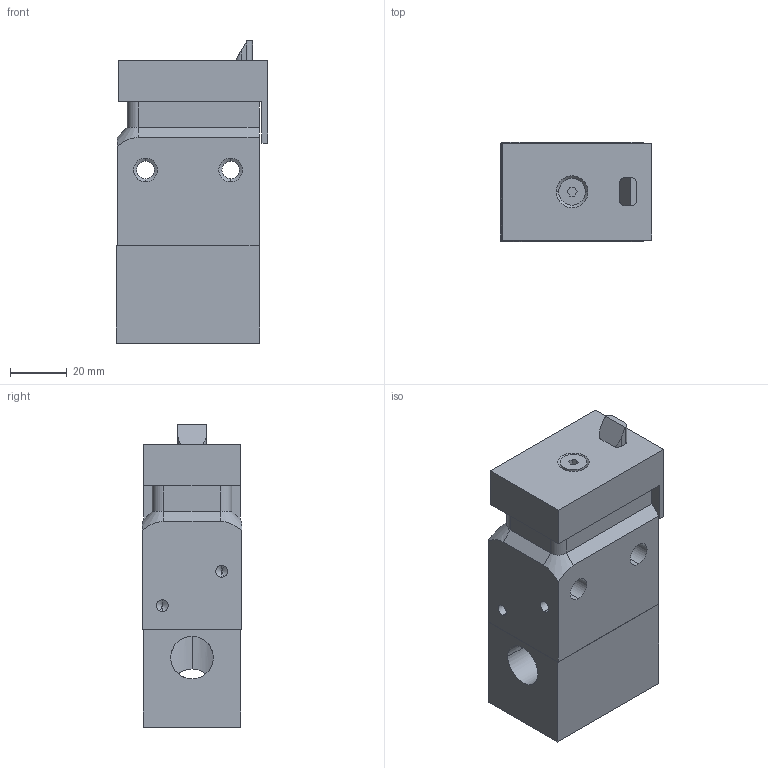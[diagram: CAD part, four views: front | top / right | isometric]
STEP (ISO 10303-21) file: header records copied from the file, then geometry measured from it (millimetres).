
FILE_DESCRIPTION (( 'STEP AP203' ), '1' );
FILE_NAME ('D070-EW-I.STEP', '2009-06-19T10:29:51', ( '' ), ( '' ), 'SwSTEP 2.0', 'SolidWorks 2007', '' );
FILE_SCHEMA (( 'CONFIG_CONTROL_DESIGN' ));
Length unit declared in the file: millimetre
Products named in the file (1): D070-EW-I
Bounding box: 53.25 x 35 x 106.5 mm (x, y, z)
Volume: 140862.9 mm3; surface area: 29996.3 mm2
Topology: 1 solids, 4 shells, 148 faces, 356 edges, 216 vertices
Faces by surface type: plane 66, cylinder 54, cone 24, torus 4
Entity records: 4489 total; most frequent: CARTESIAN_POINT 967, DIRECTION 734, ORIENTED_EDGE 688, EDGE_CURVE 344, AXIS2_PLACEMENT_3D 263, VERTEX_POINT 216, VECTOR 208, LINE 208
